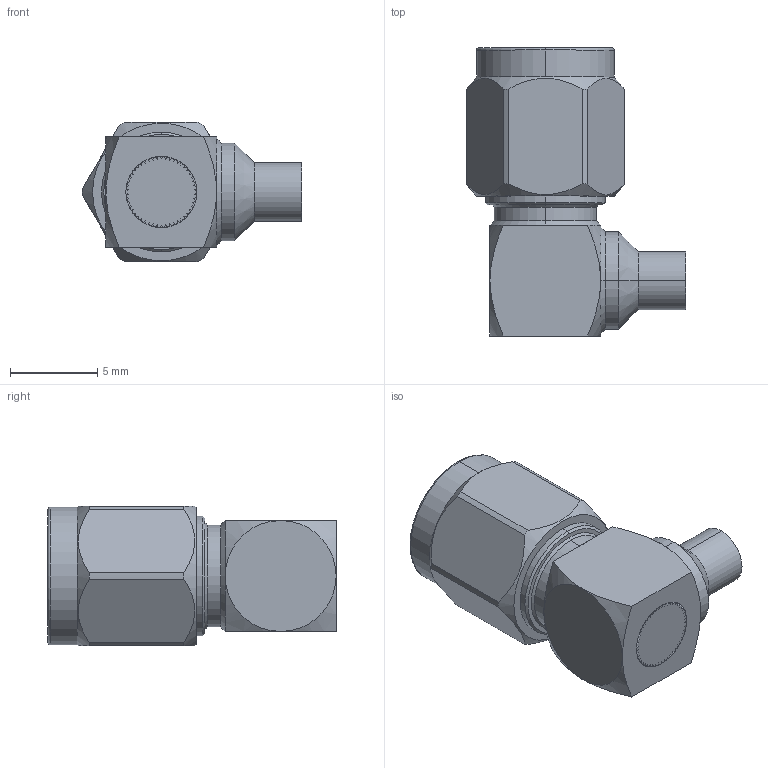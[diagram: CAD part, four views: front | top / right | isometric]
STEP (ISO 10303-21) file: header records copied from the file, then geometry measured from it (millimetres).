
FILE_DESCRIPTION (( 'STEP AP203' ), '1' );
FILE_NAME ('SC7027.step', '2018-09-14T16:17:58', ( '' ), ( '' ), 'SwSTEP 2.0', 'SolidWorks 2017', '' );
FILE_SCHEMA (( 'CONFIG_CONTROL_DESIGN' ));
Length unit declared in the file: inch
Products named in the file (1): SC7027
Bounding box: 12.54 x 16.5 x 8 mm (x, y, z)
Volume: 698.5 mm3; surface area: 846.1 mm2
Topology: 2 solids, 2 shells, 302 faces, 831 edges, 544 vertices
Faces by surface type: plane 125, cylinder 92, cone 78, torus 4, bspline 3
Entity records: 10939 total; most frequent: CARTESIAN_POINT 3317, ORIENTED_EDGE 1662, DIRECTION 1505, EDGE_CURVE 831, VERTEX_POINT 544, AXIS2_PLACEMENT_3D 540, LINE 425, VECTOR 425
